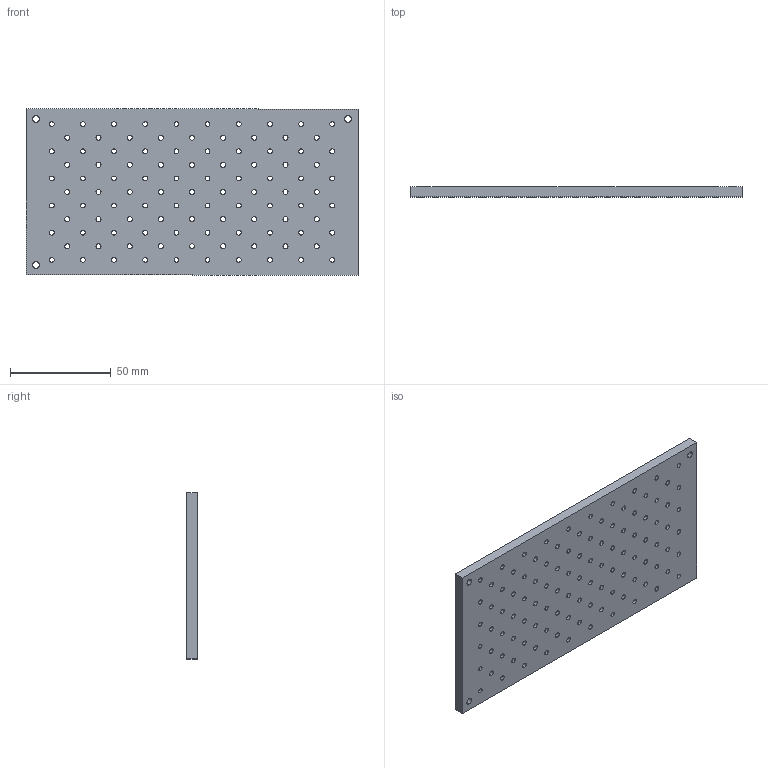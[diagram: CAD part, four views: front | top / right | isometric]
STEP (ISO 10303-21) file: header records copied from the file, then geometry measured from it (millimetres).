
FILE_DESCRIPTION (( 'STEP AP214' ), '1' );
FILE_NAME ('Tray_1cm_v3_grid.STEP', '2021-07-30T21:56:25', ( '' ), ( '' ), 'SwSTEP 2.0', 'SolidWorks 2020', '' );
FILE_SCHEMA (( 'AUTOMOTIVE_DESIGN' ));
Length unit declared in the file: millimetre
Products named in the file (1): Tray_1cm_v3_grid
Bounding box: 165.1 x 5 x 82.55 mm (x, y, z)
Volume: 58660.2 mm3; surface area: 34617.5 mm2
Topology: 1 solids, 1 shells, 1152 faces, 3378 edges, 2252 vertices
Faces by surface type: cylinder 576, plane 514, bspline 62
Entity records: 42620 total; most frequent: CARTESIAN_POINT 10797, ORIENTED_EDGE 6756, DIRECTION 6588, EDGE_CURVE 3378, VERTEX_POINT 2252, AXIS2_PLACEMENT_3D 2243, VECTOR 2102, LINE 2102
